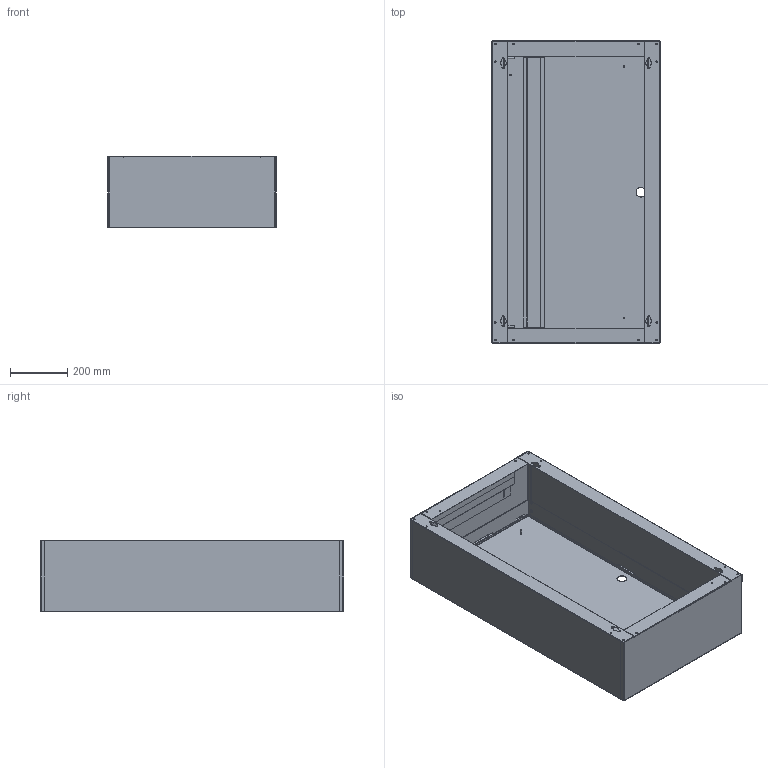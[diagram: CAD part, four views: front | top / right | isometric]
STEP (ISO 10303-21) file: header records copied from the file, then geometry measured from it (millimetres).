
FILE_DESCRIPTION (( 'STEP AP214' ), '1' );
FILE_NAME ('IL006221-F.STEP', '2020-01-29T12:20:27', ( '' ), ( '' ), 'SwSTEP 2.0', 'SolidWorks 2019', '' );
FILE_SCHEMA (( 'AUTOMOTIVE_DESIGN' ));
Length unit declared in the file: millimetre
Products named in the file (8): baglama gornja_LH; Metal part; IL006221-F door; IL006221-F enclosure; baglama donja_LH; IL006221-F; Sponge part small; Sponge part big
Assembly tree (8 placements, depth 2):
  IL006221-F
    IL006221-F door
    IL006221-F enclosure
    Sponge part big
    Sponge part small
    baglama donja_LH
    baglama gornja_LH
    Metal part  x2
Bounding box: 586 x 1056.5 x 250 mm (x, y, z)
Volume: 3609527.7 mm3; surface area: 4113379.9 mm2
Topology: 10 solids, 10 shells, 781 faces, 1968 edges, 1201 vertices
Faces by surface type: plane 489, cylinder 276, cone 8, sphere 5, bspline 2, torus 1
Entity records: 23529 total; most frequent: DIRECTION 4038, CARTESIAN_POINT 4015, ORIENTED_EDGE 3870, EDGE_CURVE 1935, VECTOR 1382, LINE 1382, AXIS2_PLACEMENT_3D 1328, VERTEX_POINT 1187
